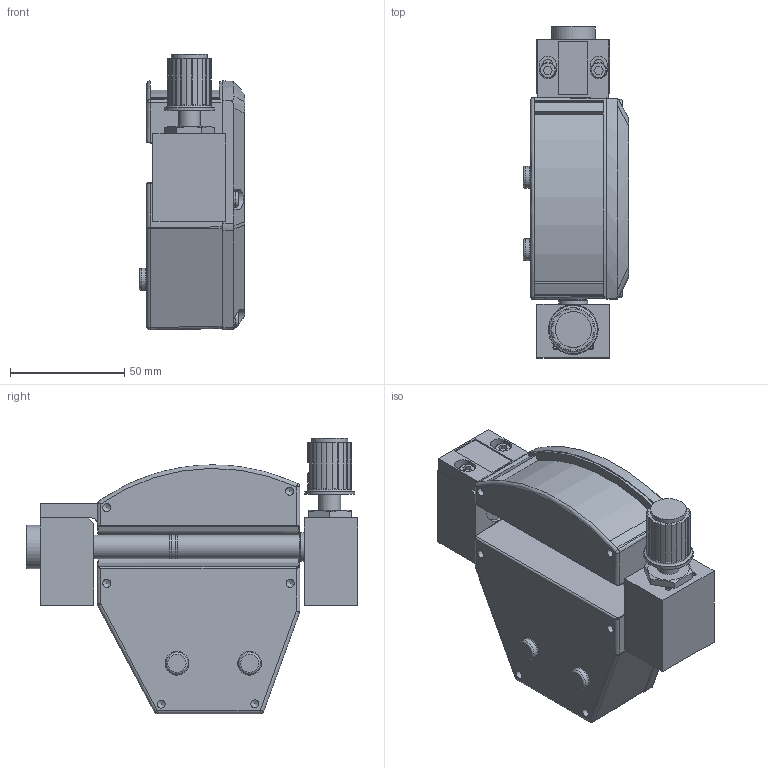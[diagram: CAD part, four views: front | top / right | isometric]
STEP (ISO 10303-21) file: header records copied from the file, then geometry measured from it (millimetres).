
FILE_DESCRIPTION(/* description */ (''),/* implementation_level */ '2;1');
FILE_NAME(/* name */ '',/* time_stamp */ '2014-08-25T08:46:34+02:00',/* author */ (''),/* organization */ (''),/* preprocessor_version */ 'ST-DEVELOPER v14',/* originating_system */ 'SIEMENS PLM Software NX 8.0',/* authorisation */ '');
FILE_SCHEMA (('CONFIG_CONTROL_DESIGN'));
Length unit declared in the file: millimetre
Products named in the file (1): 3750_std_ind_vlv_inlet
Bounding box: 46.05 x 145.06 x 120.53 mm (x, y, z)
Volume: 165201.3 mm3; surface area: 95731.2 mm2
Topology: 14 solids, 14 shells, 743 faces, 1825 edges, 1157 vertices
Faces by surface type: plane 303, cylinder 208, cone 97, bspline 76, torus 53, sphere 6
Full cylindrical faces by diameter (mm): 1.664 x2, 3.454 x4, 3.52 x9, 4.036 x2, 4.181 x6, 4.369 x4, 4.394 x1, 4.841 x2, 4.975 x1, 5.563 x1, 6.35 x2, 6.858 x6, 7.087 x1, 7.81 x1, 7.925 x1, 9.1 x1, 9.5 x1, 9.652 x1, 9.906 x1, 10.185 x2, 10.236 x1, 10.3 x1, 10.338 x3, 10.376 x1, 10.693 x1, 10.9 x2, 11.676 x3, 12.494 x1, 12.573 x1, 12.624 x1
Entity records: 23598 total; most frequent: CARTESIAN_POINT 7062, DIRECTION 3348, ORIENTED_EDGE 3282, EDGE_CURVE 1641, AXIS2_PLACEMENT_3D 1330, VERTEX_POINT 1135, EDGE_LOOP 957, ADVANCED_FACE 743
